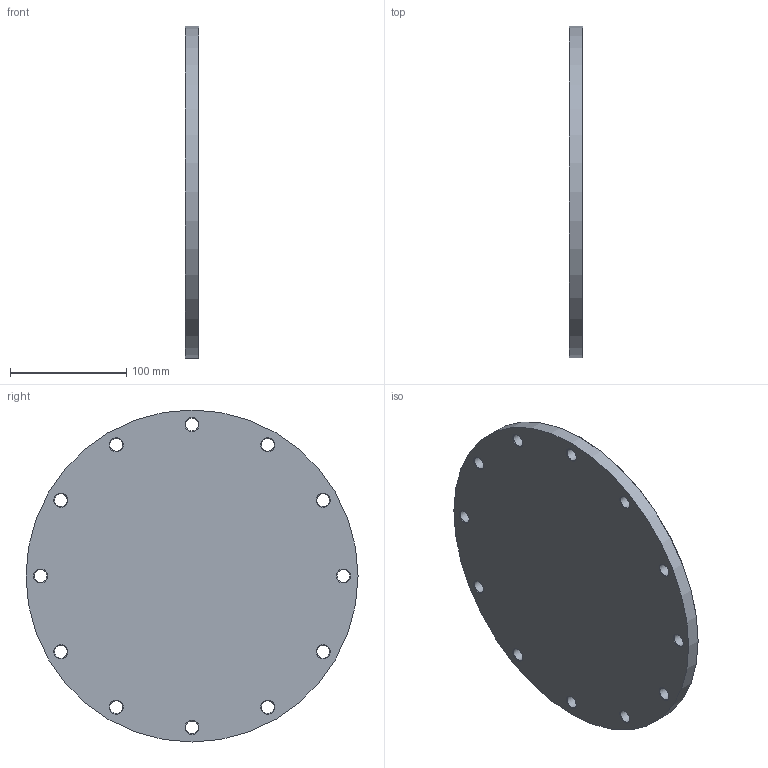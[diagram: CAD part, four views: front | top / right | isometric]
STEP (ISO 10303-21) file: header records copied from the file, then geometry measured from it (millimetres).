
FILE_DESCRIPTION(/* description */ (''),/* implementation_level */ '2;1');
FILE_NAME(/* name */ 'FL-A200LFB.stp',/* time_stamp */ '2018-07-12T09:56:41+01:00',/* author */ ('paul'),/* organization */ (''),/* preprocessor_version */ 'ST-DEVELOPER v17',/* originating_system */ 'Autodesk Inventor 2019',/* authorisation */ '');
FILE_SCHEMA (('AUTOMOTIVE_DESIGN { 1 0 10303 214 3 1 1 }'));
Length unit declared in the file: millimetre
Products named in the file (1): FL-A200LFB
Bounding box: 12 x 285 x 285 mm (x, y, z)
Volume: 737639.9 mm3; surface area: 145990.2 mm2
Topology: 1 solids, 1 shells, 48 faces, 125 edges, 81 vertices
Faces by surface type: cone 25, cylinder 15, plane 4, torus 4
Full cylindrical faces by diameter (mm): 11 x12, 203.5 x1, 213 x1, 285 x1
Entity records: 1605 total; most frequent: DIRECTION 308, CARTESIAN_POINT 255, ORIENTED_EDGE 250, AXIS2_PLACEMENT_3D 134, EDGE_CURVE 125, CIRCLE 85, VERTEX_POINT 81, EDGE_LOOP 74
